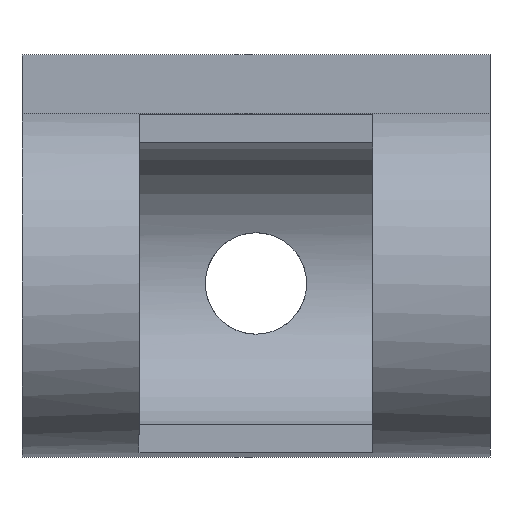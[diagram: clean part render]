
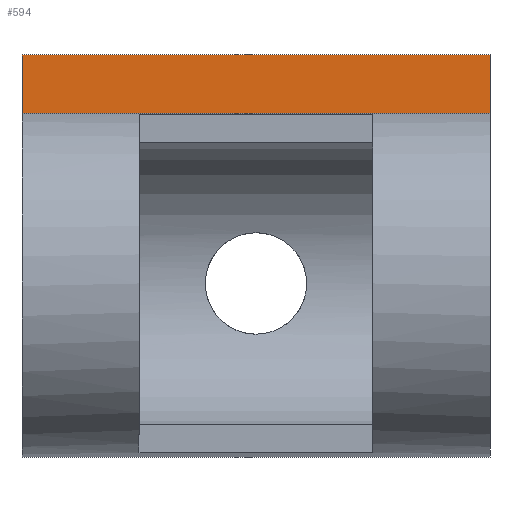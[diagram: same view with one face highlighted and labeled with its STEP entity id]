
A CAD part, front view. The second image highlights one B-rep face of the part: STEP entity #594.
In plain terms, the highlighted planar face has unit normal (0, -1, 0).
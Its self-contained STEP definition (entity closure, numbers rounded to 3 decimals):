
#8 = LINE ( 'NONE', #571, #325 ) ;
#24 = AXIS2_PLACEMENT_3D ( 'NONE', #346, #1316, #114 ) ;
#31 = ORIENTED_EDGE ( 'NONE', *, *, #723, .T. ) ;
#60 = VECTOR ( 'NONE', #1092, 1000. ) ;
#81 = ORIENTED_EDGE ( 'NONE', *, *, #1396, .F. ) ;
#114 = DIRECTION ( 'NONE',  ( 0., 0., 1. ) ) ;
#119 = CARTESIAN_POINT ( 'NONE',  ( -60., -9., 58.58 ) ) ;
#283 = CARTESIAN_POINT ( 'NONE',  ( 60., -9., 58.58 ) ) ;
#325 = VECTOR ( 'NONE', #1547, 1000. ) ;
#326 = VECTOR ( 'NONE', #1244, 1000. ) ;
#346 = CARTESIAN_POINT ( 'NONE',  ( 60., -9., 58.58 ) ) ;
#350 = LINE ( 'NONE', #1183, #1746 ) ;
#425 = LINE ( 'NONE', #1112, #326 ) ;
#441 = EDGE_LOOP ( 'NONE', ( #31, #81, #641, #653 ) ) ;
#458 = EDGE_CURVE ( 'NONE', #1608, #1712, #8, .T. ) ;
#571 = CARTESIAN_POINT ( 'NONE',  ( 60., -9., 58.58 ) ) ;
#594 = ADVANCED_FACE ( 'NONE', ( #1200 ), #1237, .F. ) ;
#627 = CARTESIAN_POINT ( 'NONE',  ( 60., -9., 58.58 ) ) ;
#641 = ORIENTED_EDGE ( 'NONE', *, *, #458, .F. ) ;
#653 = ORIENTED_EDGE ( 'NONE', *, *, #1695, .T. ) ;
#723 = EDGE_CURVE ( 'NONE', #1006, #1263, #350, .T. ) ;
#1006 = VERTEX_POINT ( 'NONE', #119 ) ;
#1009 = DIRECTION ( 'NONE',  ( 0., 0., -1. ) ) ;
#1092 = DIRECTION ( 'NONE',  ( -1., 0., 0. ) ) ;
#1112 = CARTESIAN_POINT ( 'NONE',  ( 60., -9., 43.58 ) ) ;
#1183 = CARTESIAN_POINT ( 'NONE',  ( -60., -9., 58.58 ) ) ;
#1200 = FACE_OUTER_BOUND ( 'NONE', #441, .T. ) ;
#1227 = CARTESIAN_POINT ( 'NONE',  ( 60., -9., 43.58 ) ) ;
#1237 = PLANE ( 'NONE',  #24 ) ;
#1244 = DIRECTION ( 'NONE',  ( -1., 0., 0. ) ) ;
#1263 = VERTEX_POINT ( 'NONE', #1463 ) ;
#1316 = DIRECTION ( 'NONE',  ( 0., 1., 0. ) ) ;
#1396 = EDGE_CURVE ( 'NONE', #1712, #1263, #425, .T. ) ;
#1463 = CARTESIAN_POINT ( 'NONE',  ( -60., -9., 43.58 ) ) ;
#1522 = LINE ( 'NONE', #283, #60 ) ;
#1547 = DIRECTION ( 'NONE',  ( 0., 0., -1. ) ) ;
#1608 = VERTEX_POINT ( 'NONE', #627 ) ;
#1695 = EDGE_CURVE ( 'NONE', #1608, #1006, #1522, .T. ) ;
#1712 = VERTEX_POINT ( 'NONE', #1227 ) ;
#1746 = VECTOR ( 'NONE', #1009, 1000. ) ;
